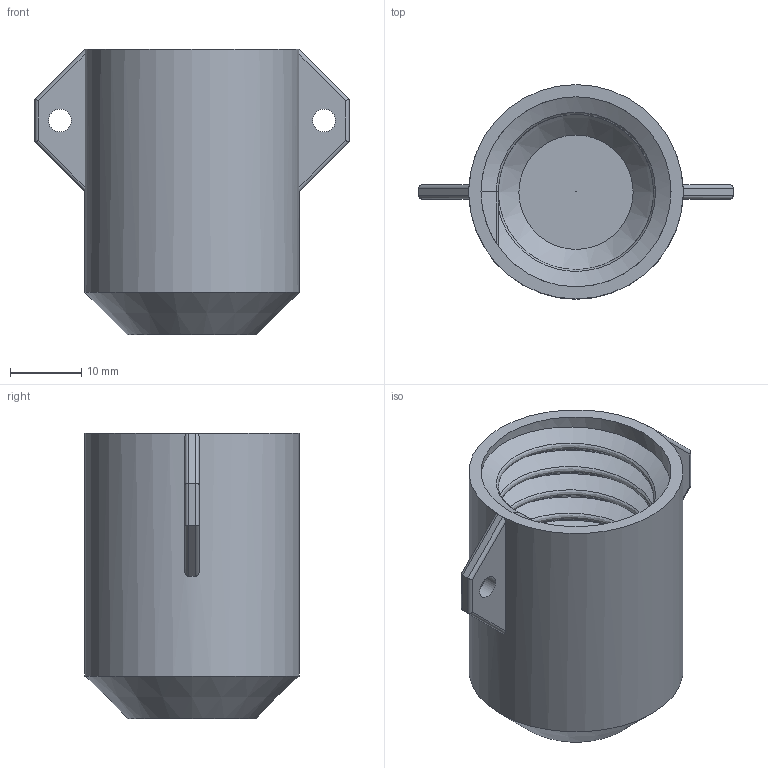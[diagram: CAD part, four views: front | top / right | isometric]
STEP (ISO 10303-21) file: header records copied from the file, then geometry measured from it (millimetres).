
FILE_DESCRIPTION(('STEP AP242'), '1');
FILE_NAME('itemBeerFloatTopV2', '', ('UNSPECIFIED'), ('UNSPECIFIED'), 'C3D Converter', 'C3D Toolkit', '');
FILE_SCHEMA(('AP242_MANAGED_MODEL_BASED_3D_ENGINEERING_MIM_LF { 1 0 10303 442 1 1 4 }'));
Length unit declared in the file: millimetre
Assembly tree (1 placements, depth 2):
  (unnamed)
    (unnamed)
Bounding box: 44 x 30 x 40 mm (x, y, z)
Volume: 9292.9 mm3; surface area: 8882 mm2
Topology: 2 solids, 2 shells, 53 faces, 132 edges, 88 vertices
Faces by surface type: cylinder 24, plane 22, cone 4, bspline 3
Full cylindrical faces by diameter (mm): 0.02 x1, 0.04 x1, 3.2 x2, 26 x1, 26.6 x1, 30 x1
Entity records: 6219 total; most frequent: CARTESIAN_POINT 5015, ORIENTED_EDGE 230, DIRECTION 197, EDGE_CURVE 115, VERTEX_POINT 78, AXIS2_PLACEMENT_3D 76, EDGE_LOOP 69, ADVANCED_FACE 52
